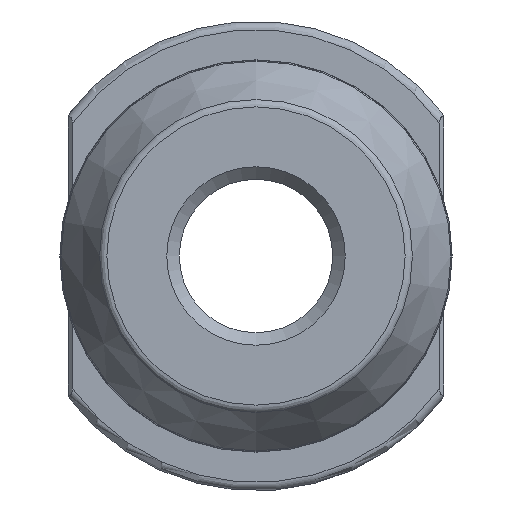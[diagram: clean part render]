
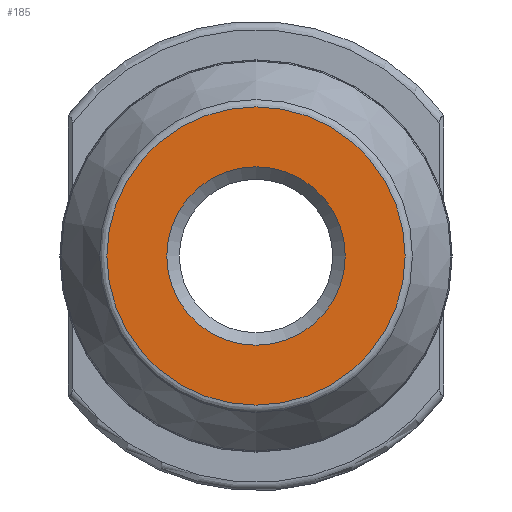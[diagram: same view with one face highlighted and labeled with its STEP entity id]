
A CAD part, left-side view. The second image highlights one B-rep face of the part: STEP entity #185.
In plain terms, the highlighted planar face has unit normal (-1, 0, 0).
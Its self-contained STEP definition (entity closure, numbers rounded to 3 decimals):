
#98=FACE_BOUND('',#290,.T.);
#99=FACE_BOUND('',#291,.T.);
#185=ADVANCED_FACE('',(#98,#99),#205,.F.);
#205=PLANE('',#770);
#290=EDGE_LOOP('',(#444));
#291=EDGE_LOOP('',(#445));
#444=ORIENTED_EDGE('',*,*,#637,.T.);
#445=ORIENTED_EDGE('',*,*,#636,.F.);
#562=VERTEX_POINT('',#1361);
#563=VERTEX_POINT('',#1364);
#636=EDGE_CURVE('',#562,#562,#686,.T.);
#637=EDGE_CURVE('',#563,#563,#687,.T.);
#686=CIRCLE('',#767,7.146);
#687=CIRCLE('',#769,4.275);
#767=AXIS2_PLACEMENT_3D('',#1360,#932,#933);
#769=AXIS2_PLACEMENT_3D('',#1363,#936,#937);
#770=AXIS2_PLACEMENT_3D('',#1365,#938,#939);
#932=DIRECTION('',(1.,0.,0.));
#933=DIRECTION('',(0.,0.,-1.));
#936=DIRECTION('',(1.,0.,0.));
#937=DIRECTION('',(0.,0.,-1.));
#938=DIRECTION('',(1.,0.,0.));
#939=DIRECTION('',(0.,0.,-1.));
#1360=CARTESIAN_POINT('',(0.,0.,0.));
#1361=CARTESIAN_POINT('',(0.,0.,-7.146));
#1363=CARTESIAN_POINT('',(0.,0.,0.));
#1364=CARTESIAN_POINT('',(0.,0.,-4.275));
#1365=CARTESIAN_POINT('',(0.,0.,0.));
